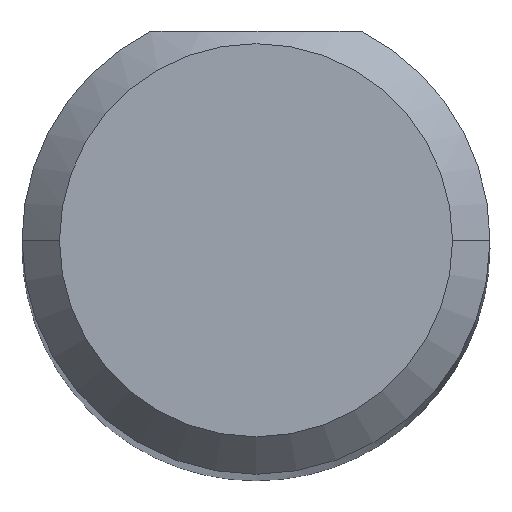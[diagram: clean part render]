
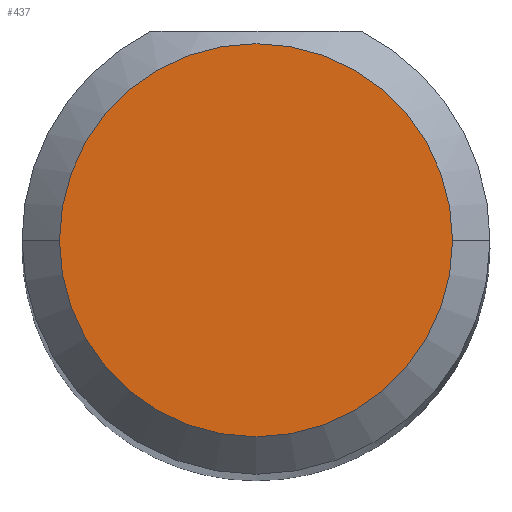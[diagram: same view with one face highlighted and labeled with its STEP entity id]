
A CAD part, top view. The second image highlights one B-rep face of the part: STEP entity #437.
In plain terms, the highlighted planar face has unit normal (0, 0, 1).
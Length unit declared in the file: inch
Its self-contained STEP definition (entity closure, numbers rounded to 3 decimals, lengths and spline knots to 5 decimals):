
#44 = EDGE_LOOP ( 'NONE', ( #316, #207 ) ) ;
#45 = CARTESIAN_POINT ( 'NONE',  ( 0., 0., 2. ) ) ;
#87 = CARTESIAN_POINT ( 'NONE',  ( 0.07875, 0., 2. ) ) ;
#137 = DIRECTION ( 'NONE',  ( 0., 0., 1. ) ) ;
#207 = ORIENTED_EDGE ( 'NONE', *, *, #678, .T. ) ;
#221 = PLANE ( 'NONE',  #429 ) ;
#250 = AXIS2_PLACEMENT_3D ( 'NONE', #612, #137, #368 ) ;
#258 = CIRCLE ( 'NONE', #452, 0.07875 ) ;
#281 = FACE_OUTER_BOUND ( 'NONE', #44, .T. ) ;
#283 = DIRECTION ( 'NONE',  ( 1., 0., 0. ) ) ;
#316 = ORIENTED_EDGE ( 'NONE', *, *, #712, .T. ) ;
#339 = CARTESIAN_POINT ( 'NONE',  ( 0., 0., 2. ) ) ;
#348 = DIRECTION ( 'NONE',  ( 1., 0., 0. ) ) ;
#368 = DIRECTION ( 'NONE',  ( 1., 0., 0. ) ) ;
#411 = CARTESIAN_POINT ( 'NONE',  ( -0.07875, 0., 2. ) ) ;
#429 = AXIS2_PLACEMENT_3D ( 'NONE', #339, #747, #348 ) ;
#437 = ADVANCED_FACE ( 'NONE', ( #281 ), #221, .T. ) ;
#452 = AXIS2_PLACEMENT_3D ( 'NONE', #45, #639, #283 ) ;
#493 = CIRCLE ( 'NONE', #250, 0.07875 ) ;
#552 = VERTEX_POINT ( 'NONE', #411 ) ;
#612 = CARTESIAN_POINT ( 'NONE',  ( 0., 0., 2. ) ) ;
#639 = DIRECTION ( 'NONE',  ( 0., 0., 1. ) ) ;
#672 = VERTEX_POINT ( 'NONE', #87 ) ;
#678 = EDGE_CURVE ( 'NONE', #672, #552, #493, .T. ) ;
#712 = EDGE_CURVE ( 'NONE', #552, #672, #258, .T. ) ;
#747 = DIRECTION ( 'NONE',  ( 0., 0., 1. ) ) ;
